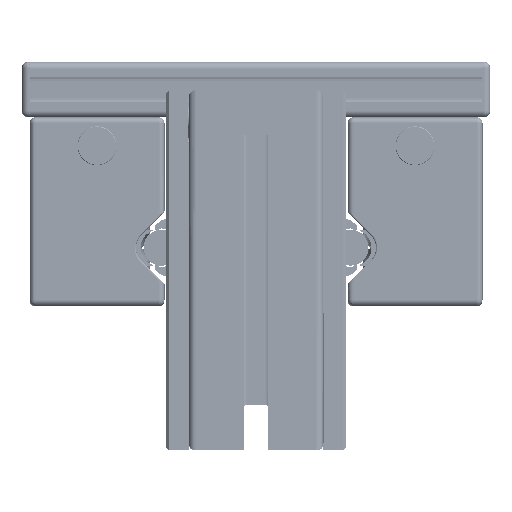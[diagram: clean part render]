
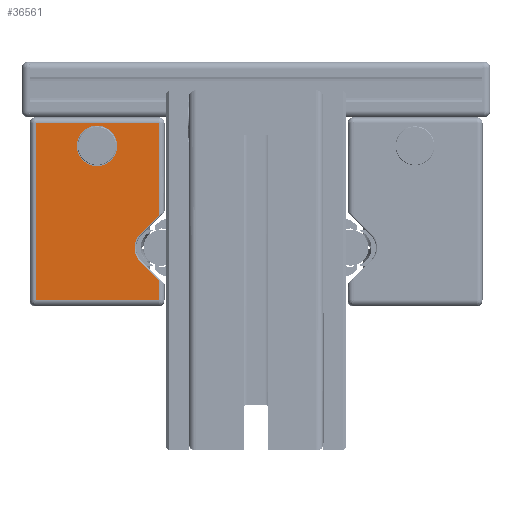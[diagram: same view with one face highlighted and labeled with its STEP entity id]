
A CAD part, front view. The second image highlights one B-rep face of the part: STEP entity #36561.
In plain terms, the highlighted planar face has unit normal (0, -1, 0).
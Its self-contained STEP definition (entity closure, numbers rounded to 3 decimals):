
#2318=LINE($,#56436,#5369);
#2320=LINE($,#56448,#5371);
#2326=LINE($,#56490,#5377);
#2327=LINE($,#56494,#5378);
#2328=LINE($,#56496,#5379);
#2329=LINE($,#56498,#5380);
#2330=LINE($,#56499,#5381);
#5369=VECTOR($,#45020,8.642);
#5371=VECTOR($,#45034,8.642);
#5377=VECTOR($,#45052,6.793);
#5378=VECTOR($,#45057,30.793);
#5379=VECTOR($,#45058,41.);
#5380=VECTOR($,#45059,59.);
#5381=VECTOR($,#45060,41.);
#8275=PLANE($,#39281);
#10084=FACE_BOUND($,#13099,.T.);
#10954=FACE_OUTER_BOUND($,#13098,.T.);
#13098=EDGE_LOOP($,(#27523,#27524,#27525,#27526,#27527,#27528,#27529,#27530));
#13099=EDGE_LOOP($,(#27531));
#15501=CIRCLE($,#39271,6.5);
#15505=CIRCLE($,#39282,6.75);
#17430=VERTEX_POINT($,#56426);
#17432=VERTEX_POINT($,#56432);
#17434=VERTEX_POINT($,#56438);
#17436=VERTEX_POINT($,#56444);
#17442=VERTEX_POINT($,#56489);
#17443=VERTEX_POINT($,#56493);
#17444=VERTEX_POINT($,#56495);
#17445=VERTEX_POINT($,#56497);
#17446=VERTEX_POINT($,#56500);
#21265=EDGE_CURVE($,#17430,#17432,#2318,.T.);
#21268=EDGE_CURVE($,#17432,#17434,#15501,.T.);
#21271=EDGE_CURVE($,#17434,#17436,#2320,.T.);
#21280=EDGE_CURVE($,#17436,#17442,#2326,.T.);
#21282=EDGE_CURVE($,#17443,#17430,#2327,.T.);
#21283=EDGE_CURVE($,#17444,#17443,#2328,.T.);
#21284=EDGE_CURVE($,#17445,#17444,#2329,.T.);
#21285=EDGE_CURVE($,#17442,#17445,#2330,.T.);
#21286=EDGE_CURVE($,#17446,#17446,#15505,.T.);
#27523=ORIENTED_EDGE($,*,*,#21271,.F.);
#27524=ORIENTED_EDGE($,*,*,#21268,.F.);
#27525=ORIENTED_EDGE($,*,*,#21265,.F.);
#27526=ORIENTED_EDGE($,*,*,#21282,.F.);
#27527=ORIENTED_EDGE($,*,*,#21283,.F.);
#27528=ORIENTED_EDGE($,*,*,#21284,.F.);
#27529=ORIENTED_EDGE($,*,*,#21285,.F.);
#27530=ORIENTED_EDGE($,*,*,#21280,.F.);
#27531=ORIENTED_EDGE($,*,*,#21286,.T.);
#36561=ADVANCED_FACE($,(#10954,#10084),#8275,.T.);
#39271=AXIS2_PLACEMENT_3D($,#56442,#45027,#45028);
#39281=AXIS2_PLACEMENT_3D($,#56492,#45055,#45056);
#39282=AXIS2_PLACEMENT_3D($,#56501,#45061,#45062);
#45020=DIRECTION($,(-0.707,0.,-0.707));
#45027=DIRECTION('center_axis',(0.,-1.,0.));
#45028=DIRECTION('ref_axis',(-1.,0.,0.));
#45034=DIRECTION($,(0.707,0.,-0.707));
#45052=DIRECTION($,(0.,0.,-1.));
#45055=DIRECTION('center_axis',(0.,-1.,0.));
#45056=DIRECTION('ref_axis',(1.,0.,0.));
#45057=DIRECTION($,(0.,0.,-1.));
#45058=DIRECTION($,(1.,0.,0.));
#45059=DIRECTION($,(0.,0.,1.));
#45060=DIRECTION($,(-1.,0.,0.));
#45061=DIRECTION('center_axis',(0.,1.,0.));
#45062=DIRECTION('ref_axis',(1.,0.,0.));
#56426=CARTESIAN_POINT('',(32.783,0.,3.344));
#56432=CARTESIAN_POINT('',(26.672,0.,-2.767));
#56436=CARTESIAN_POINT($,(28.702,0.,-0.738));
#56438=CARTESIAN_POINT('',(26.672,0.,-11.96));
#56442=CARTESIAN_POINT('Origin',(31.269,0.,-7.364));
#56444=CARTESIAN_POINT('',(32.783,0.,-18.071));
#56448=CARTESIAN_POINT($,(19.024,0.,-4.311));
#56489=CARTESIAN_POINT('',(32.783,0.,-24.864));
#56490=CARTESIAN_POINT($,(32.783,0.,-7.565));
#56492=CARTESIAN_POINT('Origin',(12.273,0.,4.234));
#56493=CARTESIAN_POINT('',(32.783,0.,34.136));
#56494=CARTESIAN_POINT($,(32.783,0.,19.185));
#56495=CARTESIAN_POINT('',(-8.217,0.,34.136));
#56496=CARTESIAN_POINT($,(2.028,0.,34.136));
#56497=CARTESIAN_POINT('',(-8.217,0.,-24.864));
#56498=CARTESIAN_POINT($,(-8.217,0.,-10.315));
#56499=CARTESIAN_POINT($,(22.528,0.,-24.864));
#56500=CARTESIAN_POINT('',(19.033,0.,26.636));
#56501=CARTESIAN_POINT('Origin',(12.283,0.,26.636));
